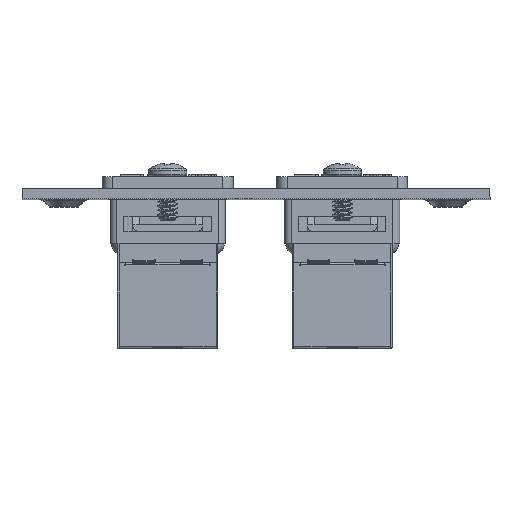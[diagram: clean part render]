
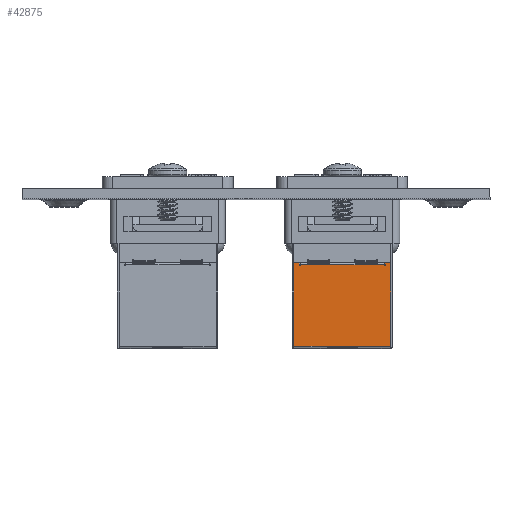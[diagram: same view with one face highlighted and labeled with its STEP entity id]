
A CAD part, top view. The second image highlights one B-rep face of the part: STEP entity #42875.
In plain terms, the highlighted face is planar.
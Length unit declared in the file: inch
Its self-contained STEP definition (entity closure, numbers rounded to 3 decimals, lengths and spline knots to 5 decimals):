
#78 = LINE ( 'NONE', #27497, #20817 ) ;
#279 = ORIENTED_EDGE ( 'NONE', *, *, #23725, .F. ) ;
#968 = CARTESIAN_POINT ( 'NONE',  ( -0.31693, 0.27756, -0.48228 ) ) ;
#1838 = CARTESIAN_POINT ( 'NONE',  ( -0.31693, -0.08661, -0.00315 ) ) ;
#1918 = CARTESIAN_POINT ( 'NONE',  ( -0.31693, 0.24213, -0.47146 ) ) ;
#2736 = EDGE_CURVE ( 'NONE', #22290, #23406, #26595, .T. ) ;
#3512 = AXIS2_PLACEMENT_3D ( 'NONE', #21044, #50031, #25178 ) ;
#4064 = EDGE_CURVE ( 'NONE', #37231, #38227, #78, .T. ) ;
#4346 = CARTESIAN_POINT ( 'NONE',  ( -0.31693, -0.24213, -0.47146 ) ) ;
#4772 = VECTOR ( 'NONE', #19282, 39.37008 ) ;
#4845 = EDGE_CURVE ( 'NONE', #25751, #21654, #43472, .T. ) ;
#5142 = DIRECTION ( 'NONE',  ( -1., 0., 0. ) ) ;
#5898 = ORIENTED_EDGE ( 'NONE', *, *, #35369, .T. ) ;
#6055 = DIRECTION ( 'NONE',  ( 0., -1., 0. ) ) ;
#6526 = CARTESIAN_POINT ( 'NONE',  ( -0.31693, 0.24705, -0.48228 ) ) ;
#6845 = DIRECTION ( 'NONE',  ( 0., -1., 0. ) ) ;
#6957 = ORIENTED_EDGE ( 'NONE', *, *, #15306, .F. ) ;
#7172 = ORIENTED_EDGE ( 'NONE', *, *, #40543, .T. ) ;
#8855 = CARTESIAN_POINT ( 'NONE',  ( -0.31693, 0.24213, -0.47146 ) ) ;
#9408 = VERTEX_POINT ( 'NONE', #10452 ) ;
#9461 = VECTOR ( 'NONE', #35982, 39.37008 ) ;
#9619 = CARTESIAN_POINT ( 'NONE',  ( -0.31693, 0.08661, -0.00315 ) ) ;
#9928 = ORIENTED_EDGE ( 'NONE', *, *, #44542, .F. ) ;
#9981 = VECTOR ( 'NONE', #6055, 39.37008 ) ;
#10452 = CARTESIAN_POINT ( 'NONE',  ( -0.31693, -0.27756, -0.48228 ) ) ;
#10852 = ORIENTED_EDGE ( 'NONE', *, *, #25946, .F. ) ;
#11058 = ORIENTED_EDGE ( 'NONE', *, *, #31639, .T. ) ;
#11071 = CARTESIAN_POINT ( 'NONE',  ( -0.31693, -0.24705, -0.48228 ) ) ;
#11321 = VERTEX_POINT ( 'NONE', #13262 ) ;
#11828 = VECTOR ( 'NONE', #46964, 39.37008 ) ;
#12187 = CARTESIAN_POINT ( 'NONE',  ( -0.31693, 0.27756, -0.48228 ) ) ;
#12883 = CARTESIAN_POINT ( 'NONE',  ( -0.31693, 0.24213, -0.47146 ) ) ;
#13262 = CARTESIAN_POINT ( 'NONE',  ( -0.31693, -0.07283, -0.47146 ) ) ;
#13392 = CARTESIAN_POINT ( 'NONE',  ( -0.31693, 0.24213, -0.47146 ) ) ;
#14610 = VERTEX_POINT ( 'NONE', #25717 ) ;
#14665 = EDGE_CURVE ( 'NONE', #21654, #52524, #44890, .T. ) ;
#14792 = VECTOR ( 'NONE', #44662, 39.37008 ) ;
#15148 = CARTESIAN_POINT ( 'NONE',  ( -0.31693, 0.24213, -0.47146 ) ) ;
#15306 = EDGE_CURVE ( 'NONE', #14610, #36172, #42258, .T. ) ;
#15943 = AXIS2_PLACEMENT_3D ( 'NONE', #29941, #5142, #34110 ) ;
#16315 = LINE ( 'NONE', #8855, #25989 ) ;
#16640 = DIRECTION ( 'NONE',  ( 0., -1., 0. ) ) ;
#17917 = EDGE_CURVE ( 'NONE', #35112, #45819, #31458, .T. ) ;
#18619 = CARTESIAN_POINT ( 'NONE',  ( -0.31693, 0.27756, -0.48228 ) ) ;
#18759 = FACE_OUTER_BOUND ( 'NONE', #53019, .T. ) ;
#19282 = DIRECTION ( 'NONE',  ( 0., -1., 0. ) ) ;
#19866 = EDGE_CURVE ( 'NONE', #26721, #11321, #43104, .T. ) ;
#20018 = EDGE_CURVE ( 'NONE', #22290, #52729, #37830, .T. ) ;
#20063 = VECTOR ( 'NONE', #22752, 39.37008 ) ;
#20084 = VECTOR ( 'NONE', #16640, 39.37008 ) ;
#20817 = VECTOR ( 'NONE', #31633, 39.37008 ) ;
#21032 = CARTESIAN_POINT ( 'NONE',  ( -0.31693, -0.19882, -0.47146 ) ) ;
#21044 = CARTESIAN_POINT ( 'NONE',  ( -0.31693, -0.24459, -0.46654 ) ) ;
#21293 = CARTESIAN_POINT ( 'NONE',  ( -0.31693, -0.24705, -0.46654 ) ) ;
#21391 = ORIENTED_EDGE ( 'NONE', *, *, #19866, .T. ) ;
#21654 = VERTEX_POINT ( 'NONE', #24125 ) ;
#22290 = VERTEX_POINT ( 'NONE', #12883 ) ;
#22752 = DIRECTION ( 'NONE',  ( 0., -1., 0. ) ) ;
#22870 = CARTESIAN_POINT ( 'NONE',  ( -0.31693, -0.24213, -0.46654 ) ) ;
#23098 = EDGE_CURVE ( 'NONE', #37231, #9408, #33595, .T. ) ;
#23182 = CIRCLE ( 'NONE', #3512, 0.00246 ) ;
#23406 = VERTEX_POINT ( 'NONE', #27224 ) ;
#23725 = EDGE_CURVE ( 'NONE', #38227, #35112, #23182, .T. ) ;
#23880 = VECTOR ( 'NONE', #28876, 39.37008 ) ;
#23956 = CARTESIAN_POINT ( 'NONE',  ( -0.31693, 0.27756, -0.00315 ) ) ;
#24049 = VECTOR ( 'NONE', #42376, 39.37008 ) ;
#24125 = CARTESIAN_POINT ( 'NONE',  ( -0.31693, 0.08661, -0.00315 ) ) ;
#24616 = DIRECTION ( 'NONE',  ( 0., 0., -1. ) ) ;
#25178 = DIRECTION ( 'NONE',  ( 0., 0., -1. ) ) ;
#25327 = DIRECTION ( 'NONE',  ( 0., 1., 0. ) ) ;
#25717 = CARTESIAN_POINT ( 'NONE',  ( -0.31693, 0.24705, -0.46654 ) ) ;
#25751 = VERTEX_POINT ( 'NONE', #39671 ) ;
#25946 = EDGE_CURVE ( 'NONE', #52524, #47960, #41338, .T. ) ;
#25989 = VECTOR ( 'NONE', #25327, 39.37008 ) ;
#26595 = LINE ( 'NONE', #38128, #42166 ) ;
#26721 = VERTEX_POINT ( 'NONE', #35423 ) ;
#27224 = CARTESIAN_POINT ( 'NONE',  ( -0.31693, 0.24213, -0.46654 ) ) ;
#27497 = CARTESIAN_POINT ( 'NONE',  ( -0.31693, -0.24705, -0.48228 ) ) ;
#27686 = CARTESIAN_POINT ( 'NONE',  ( -0.31693, 0.19882, -0.47146 ) ) ;
#27823 = ORIENTED_EDGE ( 'NONE', *, *, #37540, .F. ) ;
#28064 = VERTEX_POINT ( 'NONE', #21032 ) ;
#28800 = LINE ( 'NONE', #37317, #49570 ) ;
#28865 = ORIENTED_EDGE ( 'NONE', *, *, #4845, .F. ) ;
#28876 = DIRECTION ( 'NONE',  ( 0., -1., 0. ) ) ;
#29166 = VERTEX_POINT ( 'NONE', #968 ) ;
#29744 = ORIENTED_EDGE ( 'NONE', *, *, #31144, .T. ) ;
#29941 = CARTESIAN_POINT ( 'NONE',  ( -0.31693, 0.24459, -0.46654 ) ) ;
#30798 = CARTESIAN_POINT ( 'NONE',  ( -0.31693, 0.24705, -0.48228 ) ) ;
#31144 = EDGE_CURVE ( 'NONE', #28064, #45819, #52468, .T. ) ;
#31458 = LINE ( 'NONE', #31817, #9461 ) ;
#31509 = VECTOR ( 'NONE', #33495, 39.37008 ) ;
#31633 = DIRECTION ( 'NONE',  ( 0., 0., 1. ) ) ;
#31639 = EDGE_CURVE ( 'NONE', #29166, #36172, #33645, .T. ) ;
#31655 = CARTESIAN_POINT ( 'NONE',  ( -0.31693, 0.24213, -0.47146 ) ) ;
#31817 = CARTESIAN_POINT ( 'NONE',  ( -0.31693, -0.24213, -0.48228 ) ) ;
#32168 = ORIENTED_EDGE ( 'NONE', *, *, #4064, .F. ) ;
#32811 = LINE ( 'NONE', #50231, #31509 ) ;
#33495 = DIRECTION ( 'NONE',  ( 0., 0., 1. ) ) ;
#33595 = LINE ( 'NONE', #49558, #23880 ) ;
#33645 = LINE ( 'NONE', #18619, #20063 ) ;
#34110 = DIRECTION ( 'NONE',  ( 0., 0., -1. ) ) ;
#35112 = VERTEX_POINT ( 'NONE', #22870 ) ;
#35369 = EDGE_CURVE ( 'NONE', #9408, #47960, #28800, .T. ) ;
#35423 = CARTESIAN_POINT ( 'NONE',  ( -0.31693, 0.07283, -0.47146 ) ) ;
#35982 = DIRECTION ( 'NONE',  ( 0., 0., -1. ) ) ;
#36172 = VERTEX_POINT ( 'NONE', #30798 ) ;
#36921 = CARTESIAN_POINT ( 'NONE',  ( -0.31693, -0.27756, -0.00315 ) ) ;
#37231 = VERTEX_POINT ( 'NONE', #11071 ) ;
#37317 = CARTESIAN_POINT ( 'NONE',  ( -0.31693, -0.27756, -0.48228 ) ) ;
#37540 = EDGE_CURVE ( 'NONE', #28064, #11321, #16315, .T. ) ;
#37830 = LINE ( 'NONE', #15148, #4772 ) ;
#38128 = CARTESIAN_POINT ( 'NONE',  ( -0.31693, 0.24213, -0.48228 ) ) ;
#38227 = VERTEX_POINT ( 'NONE', #21293 ) ;
#38275 = EDGE_CURVE ( 'NONE', #23406, #14610, #46062, .T. ) ;
#39671 = CARTESIAN_POINT ( 'NONE',  ( -0.31693, 0.27756, -0.00315 ) ) ;
#40543 = EDGE_CURVE ( 'NONE', #52729, #26721, #46157, .T. ) ;
#41022 = ORIENTED_EDGE ( 'NONE', *, *, #38275, .F. ) ;
#41338 = LINE ( 'NONE', #23956, #14792 ) ;
#41525 = DIRECTION ( 'NONE',  ( 0., 0., 1. ) ) ;
#42166 = VECTOR ( 'NONE', #42339, 39.37008 ) ;
#42258 = LINE ( 'NONE', #6526, #51972 ) ;
#42339 = DIRECTION ( 'NONE',  ( 0., 0., 1. ) ) ;
#42376 = DIRECTION ( 'NONE',  ( 0., -1., 0. ) ) ;
#42875 = ADVANCED_FACE ( 'NONE', ( #18759 ), #53487, .F. ) ;
#43104 = LINE ( 'NONE', #1918, #9981 ) ;
#43472 = LINE ( 'NONE', #45623, #20084 ) ;
#43904 = DIRECTION ( 'NONE',  ( 0., 0., -1. ) ) ;
#44505 = ORIENTED_EDGE ( 'NONE', *, *, #2736, .F. ) ;
#44542 = EDGE_CURVE ( 'NONE', #29166, #25751, #32811, .T. ) ;
#44662 = DIRECTION ( 'NONE',  ( 0., -1., 0. ) ) ;
#44888 = AXIS2_PLACEMENT_3D ( 'NONE', #12187, #49492, #24616 ) ;
#44890 = LINE ( 'NONE', #9619, #11828 ) ;
#45623 = CARTESIAN_POINT ( 'NONE',  ( -0.31693, 0.27756, -0.00315 ) ) ;
#45819 = VERTEX_POINT ( 'NONE', #4346 ) ;
#46062 = CIRCLE ( 'NONE', #15943, 0.00246 ) ;
#46157 = LINE ( 'NONE', #13392, #24049 ) ;
#46964 = DIRECTION ( 'NONE',  ( 0., -1., 0. ) ) ;
#47030 = ORIENTED_EDGE ( 'NONE', *, *, #23098, .T. ) ;
#47599 = ORIENTED_EDGE ( 'NONE', *, *, #20018, .T. ) ;
#47960 = VERTEX_POINT ( 'NONE', #36921 ) ;
#49492 = DIRECTION ( 'NONE',  ( 1., 0., 0. ) ) ;
#49558 = CARTESIAN_POINT ( 'NONE',  ( -0.31693, 0.27756, -0.48228 ) ) ;
#49570 = VECTOR ( 'NONE', #41525, 39.37008 ) ;
#50031 = DIRECTION ( 'NONE',  ( -1., 0., 0. ) ) ;
#50231 = CARTESIAN_POINT ( 'NONE',  ( -0.31693, 0.27756, -0.48228 ) ) ;
#51570 = ORIENTED_EDGE ( 'NONE', *, *, #14665, .F. ) ;
#51972 = VECTOR ( 'NONE', #43904, 39.37008 ) ;
#52091 = ORIENTED_EDGE ( 'NONE', *, *, #17917, .F. ) ;
#52468 = LINE ( 'NONE', #31655, #53765 ) ;
#52524 = VERTEX_POINT ( 'NONE', #1838 ) ;
#52729 = VERTEX_POINT ( 'NONE', #27686 ) ;
#53019 = EDGE_LOOP ( 'NONE', ( #6957, #41022, #44505, #47599, #7172, #21391, #27823, #29744, #52091, #279, #32168, #47030, #5898, #10852, #51570, #28865, #9928, #11058 ) ) ;
#53487 = PLANE ( 'NONE',  #44888 ) ;
#53765 = VECTOR ( 'NONE', #6845, 39.37008 ) ;
